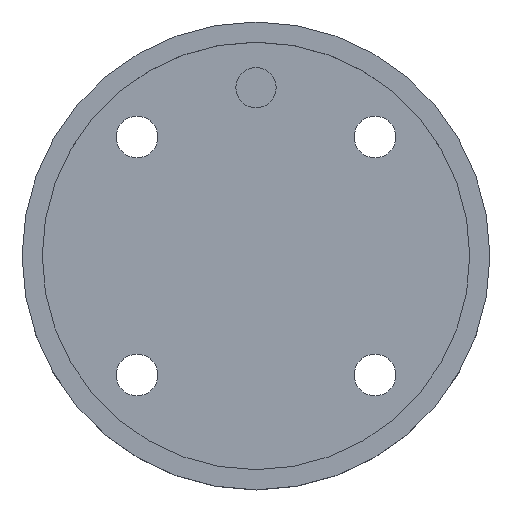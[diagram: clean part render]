
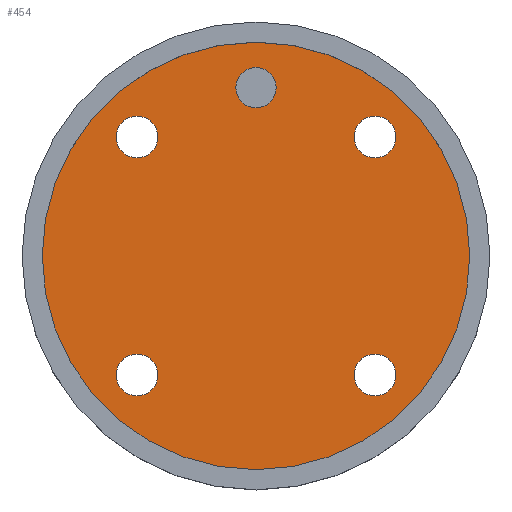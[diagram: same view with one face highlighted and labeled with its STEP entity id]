
A CAD part, top view. The second image highlights one B-rep face of the part: STEP entity #454.
In plain terms, the highlighted planar face has unit normal (0, 0, 1).
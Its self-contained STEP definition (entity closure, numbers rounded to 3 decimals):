
#25=PLANE('',#532);
#37=FACE_BOUND('',#162,.T.);
#38=FACE_BOUND('',#163,.T.);
#39=FACE_BOUND('',#164,.T.);
#40=FACE_BOUND('',#165,.T.);
#41=FACE_BOUND('',#166,.T.);
#123=FACE_OUTER_BOUND('',#161,.T.);
#161=EDGE_LOOP('',(#421));
#162=EDGE_LOOP('',(#422));
#163=EDGE_LOOP('',(#423));
#164=EDGE_LOOP('',(#424));
#165=EDGE_LOOP('',(#425));
#166=EDGE_LOOP('',(#426));
#196=CIRCLE('',#516,3.);
#197=CIRCLE('',#519,3.1);
#198=CIRCLE('',#521,3.1);
#199=CIRCLE('',#523,3.1);
#200=CIRCLE('',#525,3.1);
#202=CIRCLE('',#528,31.75);
#236=VERTEX_POINT('',#913);
#237=VERTEX_POINT('',#918);
#238=VERTEX_POINT('',#922);
#239=VERTEX_POINT('',#926);
#240=VERTEX_POINT('',#930);
#242=VERTEX_POINT('',#936);
#291=EDGE_CURVE('',#236,#236,#196,.T.);
#292=EDGE_CURVE('',#237,#237,#197,.T.);
#294=EDGE_CURVE('',#238,#238,#198,.T.);
#296=EDGE_CURVE('',#239,#239,#199,.T.);
#298=EDGE_CURVE('',#240,#240,#200,.T.);
#302=EDGE_CURVE('',#242,#242,#202,.T.);
#421=ORIENTED_EDGE('',*,*,#302,.T.);
#422=ORIENTED_EDGE('',*,*,#291,.T.);
#423=ORIENTED_EDGE('',*,*,#292,.T.);
#424=ORIENTED_EDGE('',*,*,#294,.T.);
#425=ORIENTED_EDGE('',*,*,#296,.T.);
#426=ORIENTED_EDGE('',*,*,#298,.T.);
#454=ADVANCED_FACE('',(#123,#37,#38,#39,#40,#41),#25,.T.);
#516=AXIS2_PLACEMENT_3D('',#915,#639,#640);
#519=AXIS2_PLACEMENT_3D('',#919,#645,#646);
#521=AXIS2_PLACEMENT_3D('',#923,#650,#651);
#523=AXIS2_PLACEMENT_3D('',#927,#655,#656);
#525=AXIS2_PLACEMENT_3D('',#931,#660,#661);
#528=AXIS2_PLACEMENT_3D('',#938,#668,#669);
#532=AXIS2_PLACEMENT_3D('',#944,#677,#678);
#639=DIRECTION('center_axis',(0.,0.,-1.));
#640=DIRECTION('ref_axis',(-1.,0.,0.));
#645=DIRECTION('center_axis',(0.,0.,-1.));
#646=DIRECTION('ref_axis',(-1.,0.,0.));
#650=DIRECTION('center_axis',(0.,0.,-1.));
#651=DIRECTION('ref_axis',(-1.,0.,0.));
#655=DIRECTION('center_axis',(0.,0.,-1.));
#656=DIRECTION('ref_axis',(-1.,0.,0.));
#660=DIRECTION('center_axis',(0.,0.,-1.));
#661=DIRECTION('ref_axis',(-1.,0.,0.));
#668=DIRECTION('center_axis',(0.,0.,1.));
#669=DIRECTION('ref_axis',(1.,0.,0.));
#677=DIRECTION('center_axis',(0.,0.,1.));
#678=DIRECTION('ref_axis',(1.,0.,0.));
#913=CARTESIAN_POINT('',(503.,-25.,5.));
#915=CARTESIAN_POINT('Origin',(500.,-25.,5.));
#918=CARTESIAN_POINT('',(520.778,-67.678,5.));
#919=CARTESIAN_POINT('Origin',(517.678,-67.678,5.));
#922=CARTESIAN_POINT('',(520.778,-32.322,5.));
#923=CARTESIAN_POINT('Origin',(517.678,-32.322,5.));
#926=CARTESIAN_POINT('',(485.422,-67.678,5.));
#927=CARTESIAN_POINT('Origin',(482.322,-67.678,5.));
#930=CARTESIAN_POINT('',(485.422,-32.322,5.));
#931=CARTESIAN_POINT('Origin',(482.322,-32.322,5.));
#936=CARTESIAN_POINT('',(468.25,-50.,5.));
#938=CARTESIAN_POINT('Origin',(500.,-50.,5.));
#944=CARTESIAN_POINT('Origin',(500.,-50.,5.));
